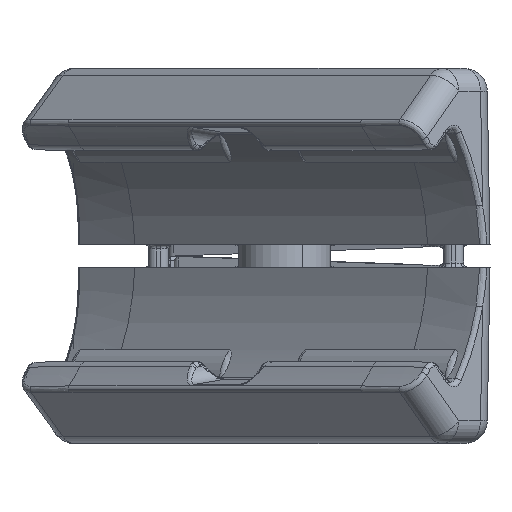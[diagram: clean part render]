
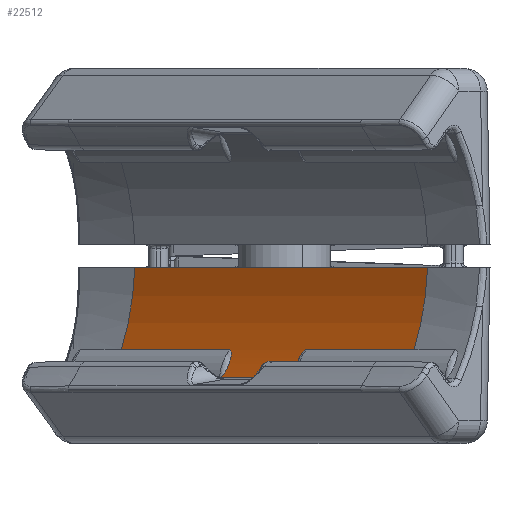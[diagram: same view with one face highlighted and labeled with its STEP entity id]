
A CAD part, left-side view. The second image highlights one B-rep face of the part: STEP entity #22512.
In plain terms, the highlighted cylindrical face has radius 15.3 mm (diameter 30.6 mm), a partial arc.
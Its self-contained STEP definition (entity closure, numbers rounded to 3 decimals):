
#422 = ORIENTED_EDGE ( 'NONE', *, *, #10644, .F. ) ;
#779 = CARTESIAN_POINT ( 'NONE',  ( 5.552, 3.447, -88.7 ) ) ;
#1207 = CARTESIAN_POINT ( 'NONE',  ( 5.638, -1.051, -93.254 ) ) ;
#1354 = CARTESIAN_POINT ( 'NONE',  ( 5.893, -0.918, -93.288 ) ) ;
#1360 = ORIENTED_EDGE ( 'NONE', *, *, #3580, .F. ) ;
#2140 = CYLINDRICAL_SURFACE ( 'NONE', #11329, 15.3 ) ;
#2212 = EDGE_CURVE ( 'NONE', #18783, #15730, #22361, .T. ) ;
#3081 = ORIENTED_EDGE ( 'NONE', *, *, #15169, .T. ) ;
#3526 = CARTESIAN_POINT ( 'NONE',  ( 6.58, -0.668, -93.538 ) ) ;
#3557 = CARTESIAN_POINT ( 'NONE',  ( 7.044, 4.072, -89.172 ) ) ;
#3580 = EDGE_CURVE ( 'NONE', #18783, #12266, #16124, .T. ) ;
#3796 = EDGE_CURVE ( 'NONE', #24642, #15730, #29654, .T. ) ;
#3860 = EDGE_LOOP ( 'NONE', ( #8504, #25946, #3081, #422, #12516, #1360, #23665, #29167 ) ) ;
#4019 = EDGE_CURVE ( 'NONE', #28153, #28891, #28715, .T. ) ;
#4117 = CARTESIAN_POINT ( 'NONE',  ( 7.112, -0.725, -94.027 ) ) ;
#5255 = CARTESIAN_POINT ( 'NONE',  ( 5.405, 3.478, -88.577 ) ) ;
#5841 = CARTESIAN_POINT ( 'NONE',  ( 5.333, -1.336, -93.346 ) ) ;
#6312 = DIRECTION ( 'NONE',  ( 0., 0.707, 0.707 ) ) ;
#6420 = CARTESIAN_POINT ( 'NONE',  ( 7.112, -0.69, -93.992 ) ) ;
#6534 = VECTOR ( 'NONE', #23157, 1000. ) ;
#6596 = CARTESIAN_POINT ( 'NONE',  ( 5.333, 1.104, -90.907 ) ) ;
#7105 = EDGE_CURVE ( 'NONE', #12266, #10747, #16135, .T. ) ;
#7847 = CARTESIAN_POINT ( 'NONE',  ( 7.112, 4.225, -89.078 ) ) ;
#8067 = CARTESIAN_POINT ( 'NONE',  ( -0.75, 20.506, -91.358 ) ) ;
#8124 = CARTESIAN_POINT ( 'NONE',  ( 0., 9.7, -80.552 ) ) ;
#8504 = ORIENTED_EDGE ( 'NONE', *, *, #17640, .F. ) ;
#8790 = DIRECTION ( 'NONE',  ( 0., 0.707, -0.707 ) ) ;
#8863 = CARTESIAN_POINT ( 'NONE',  ( 7.095, -0.664, -93.952 ) ) ;
#9008 = AXIS2_PLACEMENT_3D ( 'NONE', #8067, #14540, #12374 ) ;
#9050 = CARTESIAN_POINT ( 'NONE',  ( 0., -19.927, -110.18 ) ) ;
#9051 = CARTESIAN_POINT ( 'NONE',  ( 5.333, 1.104, -90.907 ) ) ;
#9187 = LINE ( 'NONE', #6596, #6534 ) ;
#10002 = CARTESIAN_POINT ( 'NONE',  ( 6.905, 3.937, -89.192 ) ) ;
#10156 = CARTESIAN_POINT ( 'NONE',  ( 5.333, 3.579, -88.432 ) ) ;
#10221 = CARTESIAN_POINT ( 'NONE',  ( 5.333, 10.579, -81.431 ) ) ;
#10644 = EDGE_CURVE ( 'NONE', #10747, #14146, #29113, .T. ) ;
#10744 = CARTESIAN_POINT ( 'NONE',  ( 6.066, -0.848, -93.339 ) ) ;
#10747 = VERTEX_POINT ( 'NONE', #10221 ) ;
#11329 = AXIS2_PLACEMENT_3D ( 'NONE', #25172, #21178, #25632 ) ;
#11528 = LINE ( 'NONE', #9050, #24554 ) ;
#12256 = CARTESIAN_POINT ( 'NONE',  ( 5.333, -1.371, -93.381 ) ) ;
#12266 = VERTEX_POINT ( 'NONE', #12442 ) ;
#12304 = CARTESIAN_POINT ( 'NONE',  ( 5.333, 3.544, -88.467 ) ) ;
#12374 = DIRECTION ( 'NONE',  ( 0., 0.707, -0.707 ) ) ;
#12442 = CARTESIAN_POINT ( 'NONE',  ( 5.333, 3.579, -88.432 ) ) ;
#12516 = ORIENTED_EDGE ( 'NONE', *, *, #7105, .F. ) ;
#12771 = CARTESIAN_POINT ( 'NONE',  ( 7.095, 4.149, -89.139 ) ) ;
#12904 = CARTESIAN_POINT ( 'NONE',  ( 5.553, -1.101, -93.249 ) ) ;
#13052 = CARTESIAN_POINT ( 'NONE',  ( 5.406, -1.225, -93.28 ) ) ;
#13486 = VECTOR ( 'NONE', #6312, 1000. ) ;
#14146 = VERTEX_POINT ( 'NONE', #8124 ) ;
#14540 = DIRECTION ( 'NONE',  ( 0., -0.707, -0.707 ) ) ;
#15169 = EDGE_CURVE ( 'NONE', #28891, #14146, #11528, .T. ) ;
#15199 = CARTESIAN_POINT ( 'NONE',  ( 5.351, -1.297, -93.319 ) ) ;
#15227 = CARTESIAN_POINT ( 'NONE',  ( 6.409, 3.661, -89.079 ) ) ;
#15730 = VERTEX_POINT ( 'NONE', #18492 ) ;
#16124 = B_SPLINE_CURVE_WITH_KNOTS ( 'NONE', 3,
 ( #7847, #23947, #12771, #3557, #17228, #10002, #26876, #28722, #15227, #22278, #26264, #19972, #779, #22125, #5255, #24567, #12304, #10156 ),
 .UNSPECIFIED., .F., .F.,
 ( 4, 2, 2, 2, 2, 2, 2, 2, 4 ),
 ( -0.001, -0.001, -0.001, -0.001, 0., 0.001, 0.001, 0.001, 0.001 ),
 .UNSPECIFIED. ) ;
#16135 = LINE ( 'NONE', #9051, #13486 ) ;
#16403 = CARTESIAN_POINT ( 'NONE',  ( 7.011, -0.622, -93.839 ) ) ;
#17228 = CARTESIAN_POINT ( 'NONE',  ( 7.011, 4.037, -89.181 ) ) ;
#17640 = EDGE_CURVE ( 'NONE', #28153, #24642, #9187, .T. ) ;
#17794 = CARTESIAN_POINT ( 'NONE',  ( 6.826, -0.621, -93.686 ) ) ;
#18207 = DIRECTION ( 'NONE',  ( 0., -0.707, -0.707 ) ) ;
#18492 = CARTESIAN_POINT ( 'NONE',  ( 7.112, -0.725, -94.027 ) ) ;
#18783 = VERTEX_POINT ( 'NONE', #30362 ) ;
#19600 = CARTESIAN_POINT ( 'NONE',  ( -0.75, 1.556, -110.309 ) ) ;
#19795 = CARTESIAN_POINT ( 'NONE',  ( 5.333, -1.371, -93.381 ) ) ;
#19972 = CARTESIAN_POINT ( 'NONE',  ( 5.636, 3.451, -88.75 ) ) ;
#21178 = DIRECTION ( 'NONE',  ( 0., 0.707, 0.707 ) ) ;
#21693 = CARTESIAN_POINT ( 'NONE',  ( 0., -9.25, -99.503 ) ) ;
#22125 = CARTESIAN_POINT ( 'NONE',  ( 5.441, 3.467, -88.61 ) ) ;
#22278 = CARTESIAN_POINT ( 'NONE',  ( 6.065, 3.536, -88.954 ) ) ;
#22361 = LINE ( 'NONE', #25105, #27706 ) ;
#22398 = CARTESIAN_POINT ( 'NONE',  ( 5.441, -1.192, -93.269 ) ) ;
#22512 = ADVANCED_FACE ( 'NONE', ( #25479 ), #2140, .F. ) ;
#23157 = DIRECTION ( 'NONE',  ( 0., 0.707, 0.707 ) ) ;
#23665 = ORIENTED_EDGE ( 'NONE', *, *, #2212, .T. ) ;
#23947 = CARTESIAN_POINT ( 'NONE',  ( 7.112, 4.19, -89.112 ) ) ;
#24535 = CARTESIAN_POINT ( 'NONE',  ( 6.41, -0.723, -93.464 ) ) ;
#24554 = VECTOR ( 'NONE', #30253, 1000. ) ;
#24567 = CARTESIAN_POINT ( 'NONE',  ( 5.351, 3.516, -88.505 ) ) ;
#24642 = VERTEX_POINT ( 'NONE', #12256 ) ;
#24797 = AXIS2_PLACEMENT_3D ( 'NONE', #19600, #24912, #8790 ) ;
#24912 = DIRECTION ( 'NONE',  ( 0., -0.707, -0.707 ) ) ;
#25105 = CARTESIAN_POINT ( 'NONE',  ( 7.112, 3.871, -89.431 ) ) ;
#25172 = CARTESIAN_POINT ( 'NONE',  ( -0.75, -9.122, -120.986 ) ) ;
#25479 = FACE_OUTER_BOUND ( 'NONE', #3860, .T. ) ;
#25632 = DIRECTION ( 'NONE',  ( 0., 0.707, -0.707 ) ) ;
#25748 = CARTESIAN_POINT ( 'NONE',  ( 7.044, -0.63, -93.876 ) ) ;
#25946 = ORIENTED_EDGE ( 'NONE', *, *, #4019, .T. ) ;
#26264 = CARTESIAN_POINT ( 'NONE',  ( 5.891, 3.485, -88.884 ) ) ;
#26876 = CARTESIAN_POINT ( 'NONE',  ( 6.824, 3.882, -89.182 ) ) ;
#27145 = CARTESIAN_POINT ( 'NONE',  ( 6.906, -0.611, -93.741 ) ) ;
#27706 = VECTOR ( 'NONE', #18207, 1000. ) ;
#28153 = VERTEX_POINT ( 'NONE', #29426 ) ;
#28715 = CIRCLE ( 'NONE', #24797, 15.3 ) ;
#28722 = CARTESIAN_POINT ( 'NONE',  ( 6.579, 3.735, -89.134 ) ) ;
#28891 = VERTEX_POINT ( 'NONE', #21693 ) ;
#29113 = CIRCLE ( 'NONE', #9008, 15.3 ) ;
#29167 = ORIENTED_EDGE ( 'NONE', *, *, #3796, .F. ) ;
#29426 = CARTESIAN_POINT ( 'NONE',  ( 5.333, -8.371, -100.382 ) ) ;
#29654 = B_SPLINE_CURVE_WITH_KNOTS ( 'NONE', 3,
 ( #19795, #5841, #15199, #13052, #22398, #12904, #1207, #1354, #10744, #24535, #3526, #17794, #27145, #16403, #25748, #8863, #6420, #4117 ),
 .UNSPECIFIED., .F., .F.,
 ( 4, 2, 2, 2, 2, 2, 2, 2, 4 ),
 ( -0.001, -0.001, -0.001, -0.001, 0., 0.001, 0.001, 0.001, 0.001 ),
 .UNSPECIFIED. ) ;
#30253 = DIRECTION ( 'NONE',  ( 0., 0.707, 0.707 ) ) ;
#30362 = CARTESIAN_POINT ( 'NONE',  ( 7.112, 4.225, -89.078 ) ) ;
